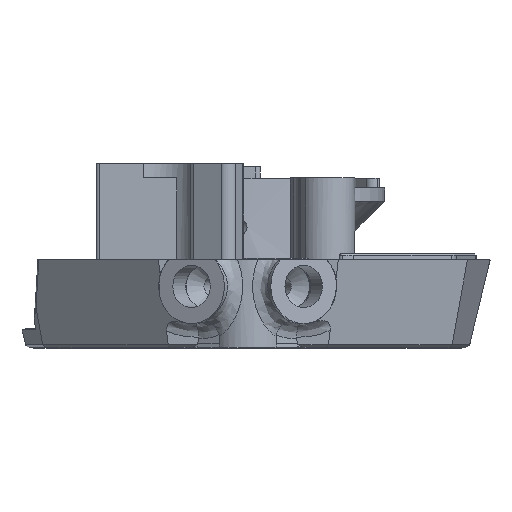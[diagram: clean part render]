
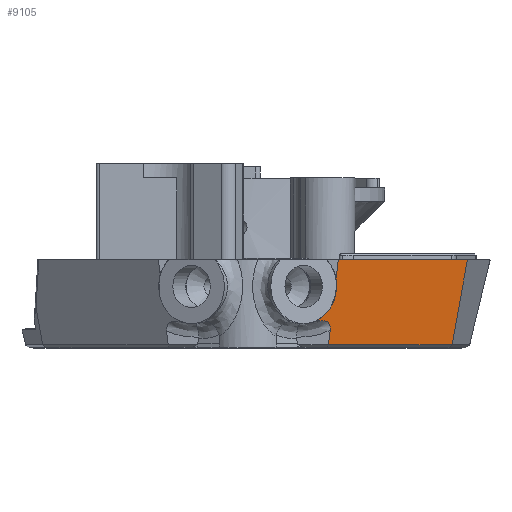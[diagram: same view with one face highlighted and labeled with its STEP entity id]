
A CAD part, top view. The second image highlights one B-rep face of the part: STEP entity #9105.
In plain terms, the highlighted planar face has unit normal (0.622, -0.139, 0.771).
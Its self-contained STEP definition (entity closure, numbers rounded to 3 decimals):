
#105=ELLIPSE('',#9743,5.141,5.);
#123=ELLIPSE('',#9964,5.141,5.);
#160=B_SPLINE_CURVE_WITH_KNOTS('',3,(#13360,#13361,#13362,#13363,#13364,
#13365,#13366,#13367,#13368,#13369,#13370,#13371,#13372,#13373),
 .UNSPECIFIED.,.F.,.F.,(4,2,2,2,2,2,4),(0.,0.055,0.098,
0.139,0.192,0.263,0.329),
 .UNSPECIFIED.);
#554=PLANE('',#9963);
#994=FACE_OUTER_BOUND('',#1520,.T.);
#1520=EDGE_LOOP('',(#8006,#8007,#8008,#8009,#8010,#8011,#8012,#8013,#8014));
#1712=LINE('',#13531,#2498);
#2169=LINE('',#15861,#2955);
#2173=LINE('',#15868,#2959);
#2312=LINE('',#16353,#3098);
#2313=LINE('',#16357,#3099);
#2314=LINE('',#16358,#3100);
#2498=VECTOR('',#10464,10.);
#2955=VECTOR('',#11939,10.);
#2959=VECTOR('',#11945,10.);
#3098=VECTOR('',#12332,10.);
#3099=VECTOR('',#12337,10.);
#3100=VECTOR('',#12338,10.);
#3735=VERTEX_POINT('',#13318);
#3742=VERTEX_POINT('',#13357);
#3743=VERTEX_POINT('',#13359);
#3753=VERTEX_POINT('',#13529);
#4200=VERTEX_POINT('',#15449);
#4278=VERTEX_POINT('',#15860);
#4280=VERTEX_POINT('',#15866);
#4346=VERTEX_POINT('',#16351);
#4347=VERTEX_POINT('',#16356);
#4653=EDGE_CURVE('',#3742,#3743,#160,.T.);
#4667=EDGE_CURVE('',#3753,#3742,#1712,.T.);
#5322=EDGE_CURVE('',#4200,#3735,#105,.T.);
#5450=EDGE_CURVE('',#4278,#3753,#2169,.T.);
#5454=EDGE_CURVE('',#4280,#4278,#2173,.T.);
#5629=EDGE_CURVE('',#4346,#4280,#2312,.T.);
#5630=EDGE_CURVE('',#3735,#3743,#123,.T.);
#5631=EDGE_CURVE('',#4347,#4346,#2313,.T.);
#5632=EDGE_CURVE('',#4200,#4347,#2314,.T.);
#8006=ORIENTED_EDGE('',*,*,#5630,.T.);
#8007=ORIENTED_EDGE('',*,*,#4653,.F.);
#8008=ORIENTED_EDGE('',*,*,#4667,.F.);
#8009=ORIENTED_EDGE('',*,*,#5450,.F.);
#8010=ORIENTED_EDGE('',*,*,#5454,.F.);
#8011=ORIENTED_EDGE('',*,*,#5629,.F.);
#8012=ORIENTED_EDGE('',*,*,#5631,.F.);
#8013=ORIENTED_EDGE('',*,*,#5632,.F.);
#8014=ORIENTED_EDGE('',*,*,#5322,.T.);
#9105=ADVANCED_FACE('',(#994),#554,.F.);
#9743=AXIS2_PLACEMENT_3D('',#15450,#11687,#11688);
#9963=AXIS2_PLACEMENT_3D('',#16354,#12333,#12334);
#9964=AXIS2_PLACEMENT_3D('',#16355,#12335,#12336);
#10464=DIRECTION('',(0.114,0.99,0.087));
#11687=DIRECTION('center_axis',(-0.622,0.139,-0.771));
#11688=DIRECTION('ref_axis',(-0.578,0.583,0.571));
#11939=DIRECTION('',(-0.606,0.537,0.586));
#11945=DIRECTION('',(-0.778,0.,0.628));
#12332=DIRECTION('',(-0.176,-0.984,-0.035));
#12333=DIRECTION('center_axis',(-0.622,0.139,-0.771));
#12334=DIRECTION('ref_axis',(-0.778,0.,0.628));
#12335=DIRECTION('center_axis',(-0.622,0.139,-0.771));
#12336=DIRECTION('ref_axis',(-0.578,0.583,0.571));
#12337=DIRECTION('',(0.778,0.,-0.628));
#12338=DIRECTION('',(0.114,0.99,0.087));
#13318=CARTESIAN_POINT('',(11.939,0.167,129.766));
#13357=CARTESIAN_POINT('',(11.086,-5.889,129.361));
#13359=CARTESIAN_POINT('',(8.636,-4.84,131.527));
#13360=CARTESIAN_POINT('Ctrl Pts',(11.086,-5.889,129.361));
#13361=CARTESIAN_POINT('Ctrl Pts',(11.107,-5.706,129.377));
#13362=CARTESIAN_POINT('Ctrl Pts',(11.106,-5.522,129.411));
#13363=CARTESIAN_POINT('Ctrl Pts',(11.045,-5.218,129.515));
#13364=CARTESIAN_POINT('Ctrl Pts',(11.,-5.098,129.573));
#13365=CARTESIAN_POINT('Ctrl Pts',(10.87,-4.896,129.714));
#13366=CARTESIAN_POINT('Ctrl Pts',(10.791,-4.818,129.792));
#13367=CARTESIAN_POINT('Ctrl Pts',(10.585,-4.68,129.983));
#13368=CARTESIAN_POINT('Ctrl Pts',(10.454,-4.635,130.097));
#13369=CARTESIAN_POINT('Ctrl Pts',(10.143,-4.576,130.358));
#13370=CARTESIAN_POINT('Ctrl Pts',(9.906,-4.567,130.551));
#13371=CARTESIAN_POINT('Ctrl Pts',(9.27,-4.658,131.048));
#13372=CARTESIAN_POINT('Ctrl Pts',(8.94,-4.743,131.299));
#13373=CARTESIAN_POINT('Ctrl Pts',(8.636,-4.84,131.527));
#13529=CARTESIAN_POINT('',(10.865,-7.802,129.193));
#13531=CARTESIAN_POINT('',(12.131,3.174,130.154));
#15449=CARTESIAN_POINT('',(11.899,1.163,129.978));
#15450=CARTESIAN_POINT('Origin',(7.968,0.,
132.94));
#15860=CARTESIAN_POINT('',(10.868,-7.804,129.191));
#15861=CARTESIAN_POINT('',(9.793,-6.852,130.23));
#15866=CARTESIAN_POINT('',(27.471,-7.804,115.793));
#15868=CARTESIAN_POINT('',(19.123,-7.804,122.529));
#16351=CARTESIAN_POINT('',(29.515,3.6,116.203));
#16353=CARTESIAN_POINT('',(29.164,1.641,116.133));
#16354=CARTESIAN_POINT('Origin',(22.252,6.95,122.669));
#16355=CARTESIAN_POINT('Origin',(7.968,0.,
132.94));
#16356=CARTESIAN_POINT('',(12.181,3.6,130.191));
#16357=CARTESIAN_POINT('',(21.963,3.6,122.297));
#16358=CARTESIAN_POINT('',(12.131,3.174,130.154));
